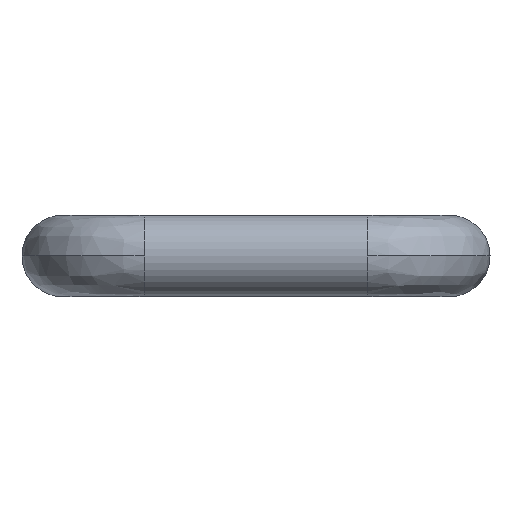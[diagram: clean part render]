
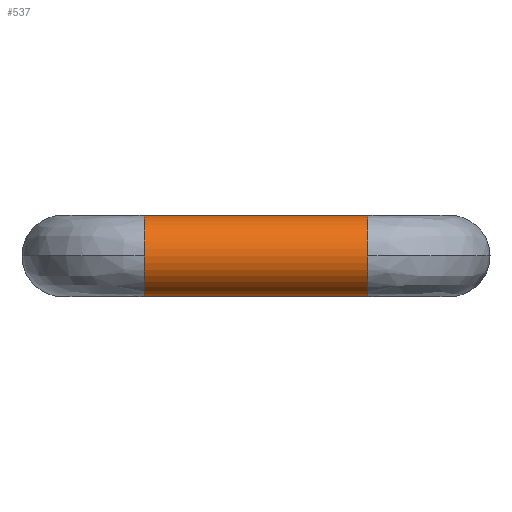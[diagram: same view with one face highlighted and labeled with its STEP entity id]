
A CAD part, left-side view. The second image highlights one B-rep face of the part: STEP entity #537.
In plain terms, the highlighted cylindrical face has radius 2 mm (diameter 4 mm), a partial arc.
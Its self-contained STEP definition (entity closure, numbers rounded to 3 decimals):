
#1 = ORIENTED_EDGE ( 'NONE', *, *, #492, .F. ) ;
#6 = VECTOR ( 'NONE', #204, 1000. ) ;
#30 = ORIENTED_EDGE ( 'NONE', *, *, #326, .F. ) ;
#65 = CYLINDRICAL_SURFACE ( 'NONE', #152, 2. ) ;
#79 = CARTESIAN_POINT ( 'NONE',  ( 0., 15., -2. ) ) ;
#90 = ORIENTED_EDGE ( 'NONE', *, *, #96, .F. ) ;
#93 = ORIENTED_EDGE ( 'NONE', *, *, #393, .T. ) ;
#96 = EDGE_CURVE ( 'NONE', #308, #353, #374, .T. ) ;
#98 = DIRECTION ( 'NONE',  ( 0., -1., 0. ) ) ;
#99 = LINE ( 'NONE', #569, #6 ) ;
#126 = CARTESIAN_POINT ( 'NONE',  ( 0., 15., 2. ) ) ;
#152 = AXIS2_PLACEMENT_3D ( 'NONE', #411, #531, #222 ) ;
#171 = DIRECTION ( 'NONE',  ( 0., 0., -1. ) ) ;
#178 = DIRECTION ( 'NONE',  ( 0., 0., -1. ) ) ;
#204 = DIRECTION ( 'NONE',  ( 0., -1., 0. ) ) ;
#222 = DIRECTION ( 'NONE',  ( 0., 0., -1. ) ) ;
#243 = VERTEX_POINT ( 'NONE', #826 ) ;
#246 = DIRECTION ( 'NONE',  ( 0., -1., 0. ) ) ;
#308 = VERTEX_POINT ( 'NONE', #804 ) ;
#326 = EDGE_CURVE ( 'NONE', #351, #243, #381, .T. ) ;
#343 = EDGE_LOOP ( 'NONE', ( #359, #90, #1, #93, #818, #30 ) ) ;
#351 = VERTEX_POINT ( 'NONE', #678 ) ;
#353 = VERTEX_POINT ( 'NONE', #689 ) ;
#359 = ORIENTED_EDGE ( 'NONE', *, *, #612, .F. ) ;
#374 = CIRCLE ( 'NONE', #448, 2. ) ;
#381 = CIRCLE ( 'NONE', #817, 2. ) ;
#390 = DIRECTION ( 'NONE',  ( 0., 1., 0. ) ) ;
#393 = EDGE_CURVE ( 'NONE', #773, #564, #99, .T. ) ;
#406 = FACE_OUTER_BOUND ( 'NONE', #343, .T. ) ;
#411 = CARTESIAN_POINT ( 'NONE',  ( 0., 15., 0. ) ) ;
#413 = CARTESIAN_POINT ( 'NONE',  ( 0., 15., 0. ) ) ;
#444 = AXIS2_PLACEMENT_3D ( 'NONE', #600, #532, #453 ) ;
#448 = AXIS2_PLACEMENT_3D ( 'NONE', #413, #741, #171 ) ;
#453 = DIRECTION ( 'NONE',  ( 1., 0., 0. ) ) ;
#492 = EDGE_CURVE ( 'NONE', #773, #308, #618, .T. ) ;
#500 = CARTESIAN_POINT ( 'NONE',  ( 0., 15., 0. ) ) ;
#529 = VECTOR ( 'NONE', #246, 1000. ) ;
#531 = DIRECTION ( 'NONE',  ( 0., -1., 0. ) ) ;
#532 = DIRECTION ( 'NONE',  ( 0., -1., 0. ) ) ;
#537 = ADVANCED_FACE ( 'NONE', ( #406 ), #65, .T. ) ;
#564 = VERTEX_POINT ( 'NONE', #579 ) ;
#569 = CARTESIAN_POINT ( 'NONE',  ( 0., 15., -2. ) ) ;
#579 = CARTESIAN_POINT ( 'NONE',  ( 0., 4., -2. ) ) ;
#600 = CARTESIAN_POINT ( 'NONE',  ( 0., 4., 0. ) ) ;
#607 = CIRCLE ( 'NONE', #444, 2. ) ;
#612 = EDGE_CURVE ( 'NONE', #353, #351, #646, .T. ) ;
#614 = CARTESIAN_POINT ( 'NONE',  ( 0., 4., 0. ) ) ;
#618 = CIRCLE ( 'NONE', #636, 2. ) ;
#629 = EDGE_CURVE ( 'NONE', #243, #564, #607, .T. ) ;
#636 = AXIS2_PLACEMENT_3D ( 'NONE', #500, #390, #178 ) ;
#646 = LINE ( 'NONE', #126, #529 ) ;
#678 = CARTESIAN_POINT ( 'NONE',  ( 0., 4., 2. ) ) ;
#689 = CARTESIAN_POINT ( 'NONE',  ( 0., 15., 2. ) ) ;
#741 = DIRECTION ( 'NONE',  ( 0., 1., 0. ) ) ;
#773 = VERTEX_POINT ( 'NONE', #79 ) ;
#798 = DIRECTION ( 'NONE',  ( 1., 0., 0. ) ) ;
#804 = CARTESIAN_POINT ( 'NONE',  ( -2., 15., 0. ) ) ;
#817 = AXIS2_PLACEMENT_3D ( 'NONE', #614, #98, #798 ) ;
#818 = ORIENTED_EDGE ( 'NONE', *, *, #629, .F. ) ;
#826 = CARTESIAN_POINT ( 'NONE',  ( -2., 4., 0. ) ) ;
